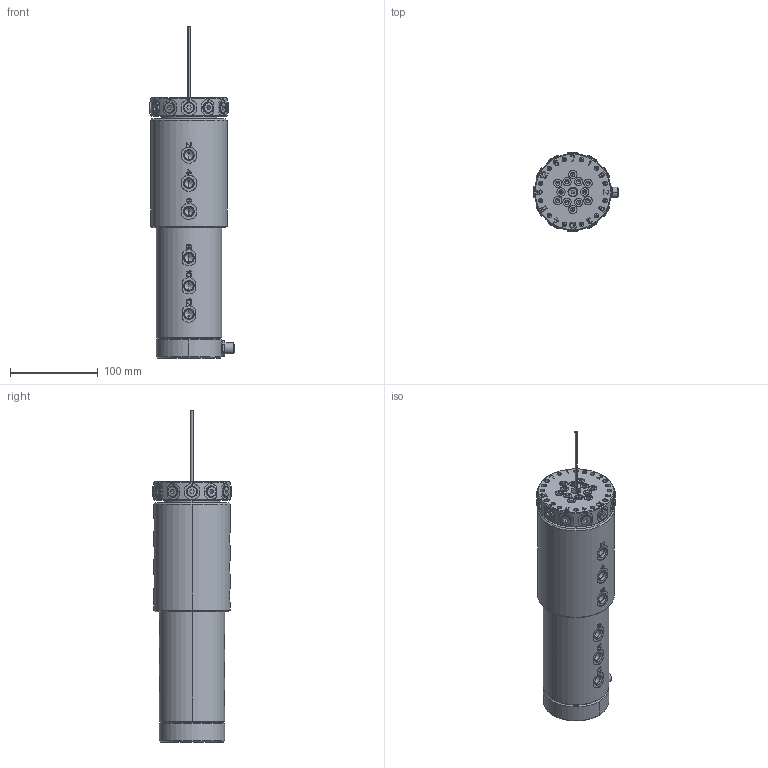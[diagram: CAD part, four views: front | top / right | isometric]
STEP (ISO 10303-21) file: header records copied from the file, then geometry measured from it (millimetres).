
FILE_DESCRIPTION((''),'2;1');
FILE_NAME('ILC32122413ES12A','2023-02-18T11:14:37',('Jweaver'),(''),'CREO PARAMETRIC BY PTC INC, 2021164','CREO PARAMETRIC BY PTC INC, 2021164','');
FILE_SCHEMA(('AUTOMOTIVE_DESIGN { 1 0 10303 214 1 1 1 1 }'));
Products named in the file (1): ILC32122413ES12A
Bounding box: 97.46 x 90.34 x 378.61 mm (x, y, z)
Volume: 1470783.2 mm3; surface area: 127788.4 mm2
Topology: 1 solids, 1 shells, 2027 faces, 5623 edges, 3708 vertices
Faces by surface type: plane 1585, cylinder 270, cone 172
Entity records: 67587 total; most frequent: CARTESIAN_POINT 13823, ORIENTED_EDGE 11102, DIRECTION 9986, EDGE_CURVE 5551, VECTOR 4379, LINE 4379, VERTEX_POINT 3708, AXIS2_PLACEMENT_3D 2802
